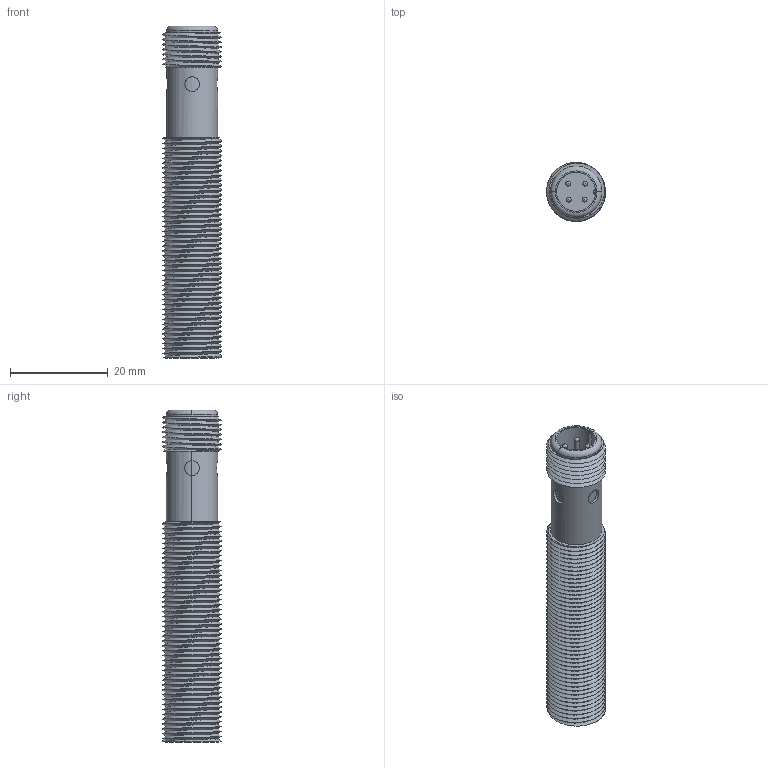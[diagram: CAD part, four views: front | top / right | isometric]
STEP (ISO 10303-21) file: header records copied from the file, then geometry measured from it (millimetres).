
FILE_DESCRIPTION (( 'STEP AP203' ), '1' );
FILE_NAME ('W1CF-M1202N-OEU4.STEP', '2025-03-13T02:44:34', ( '' ), ( '' ), 'SwSTEP 2.0', 'SolidWorks 2024', '' );
FILE_SCHEMA (( 'CONFIG_CONTROL_DESIGN' ));
Length unit declared in the file: millimetre
Products named in the file (10): 插针1 - 副本 (3); W1CF-M1202N-OEU4; 插针1 - 副本; plog壳2; 零件-埋入感应壳; 插针1 - 副本 (4); 插针1; 装配体M12-Plug; 零件-标准型埋入管子; 零件-接头处螺纹
Assembly tree (9 placements, depth 3):
  W1CF-M1202N-OEU4
    零件-接头处螺纹
    装配体M12-Plug
      plog壳2
      插针1
      插针1 - 副本
      插针1 - 副本 (3)
      插针1 - 副本 (4)
    零件-标准型埋入管子
    零件-埋入感应壳
Bounding box: 12.06 x 12.04 x 68.01 mm (x, y, z)
Volume: 2540.8 mm3; surface area: 7129.4 mm2
Topology: 8 solids, 8 shells, 163 faces, 433 edges, 288 vertices
Faces by surface type: cylinder 128, plane 24, bspline 4, sphere 4, torus 3
Entity records: 12562 total; most frequent: CARTESIAN_POINT 8039, ORIENTED_EDGE 842, DIRECTION 628, EDGE_CURVE 421, VERTEX_POINT 280, AXIS2_PLACEMENT_3D 247, EDGE_LOOP 179, FACE_OUTER_BOUND 163
